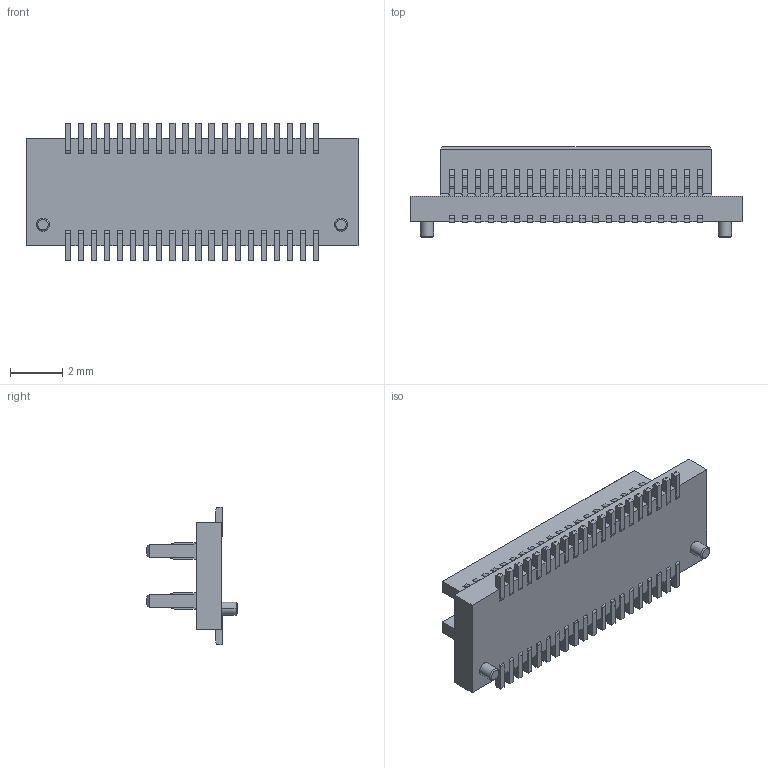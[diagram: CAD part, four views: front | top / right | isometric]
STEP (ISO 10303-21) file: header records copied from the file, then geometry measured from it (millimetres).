
FILE_DESCRIPTION( ('This file contains a STEP AP42 implementation' ,'as created by ZW3D STEP Interface translator.') ,'2;1' );
FILE_NAME( '3620-PXXX-010G1R01.stp' ,'23 313.151814', (''), ('ZWCAD Software Co.'), 'Version 1.0', 'ZW3D to STEP translator', '' );
FILE_SCHEMA(('AUTOMOTIVE_DESIGN { 1 0 10303 214 1 1 1 1 }'));
Length unit declared in the file: millimetre
Products named in the file (2): 0; 3620-PXXX-010G1R01
Bounding box: 12.7 x 3.47 x 5.25 mm (x, y, z)
Volume: 72.8 mm3; surface area: 250.3 mm2
Topology: 1 solids, 1 shells, 1120 faces, 3330 edges, 2216 vertices
Faces by surface type: plane 870, bspline 160, cylinder 84, cone 6
Entity records: 39011 total; most frequent: CARTESIAN_POINT 8747, ORIENTED_EDGE 6660, DIRECTION 5108, EDGE_CURVE 3330, VECTOR 2834, LINE 2834, VERTEX_POINT 2216, AXIS2_PLACEMENT_3D 1137
